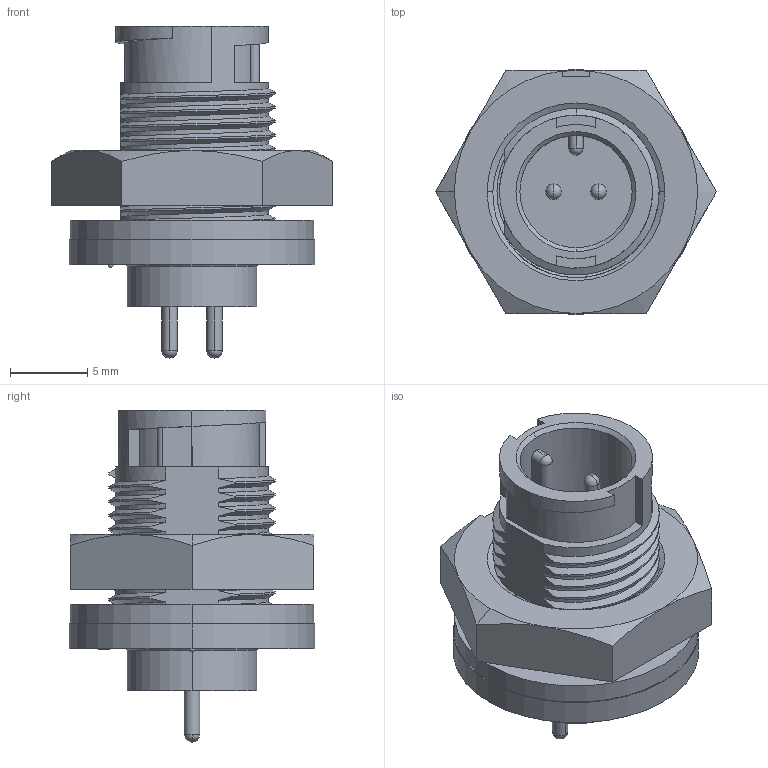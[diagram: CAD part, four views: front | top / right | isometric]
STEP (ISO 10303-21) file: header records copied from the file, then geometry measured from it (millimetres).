
FILE_DESCRIPTION (( 'STEP AP214' ), '1' );
FILE_NAME ('17281-2PG-3ES.STEP', '2016-07-07T14:04:05', ( '' ), ( '' ), 'SwSTEP 2.0', 'SolidWorks 2014', '' );
FILE_SCHEMA (( 'AUTOMOTIVE_DESIGN' ));
Length unit declared in the file: inch
Products named in the file (1): 17281-2PG-3ES
Bounding box: 18.18 x 15.88 x 21.49 mm (x, y, z)
Volume: 1810.2 mm3; surface area: 2001.8 mm2
Topology: 2 solids, 2 shells, 173 faces, 459 edges, 300 vertices
Faces by surface type: cylinder 70, plane 54, bspline 24, cone 13, torus 10, sphere 2
Entity records: 12173 total; most frequent: CARTESIAN_POINT 8196, ORIENTED_EDGE 910, DIRECTION 717, EDGE_CURVE 455, VERTEX_POINT 298, AXIS2_PLACEMENT_3D 262, VECTOR 193, LINE 193
